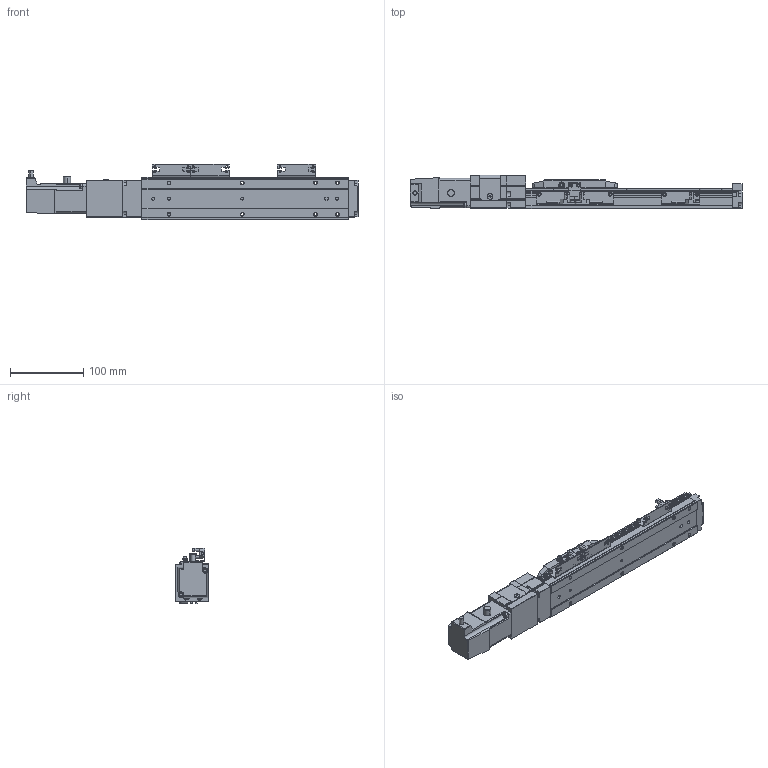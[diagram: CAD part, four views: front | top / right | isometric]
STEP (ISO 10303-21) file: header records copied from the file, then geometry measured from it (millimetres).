
FILE_DESCRIPTION (( 'STEP AP214' ), '1' );
FILE_NAME ('MLU52BC-10XLD-0150-XXXX.STEP', '2025-02-28T15:16:07', ( '' ), ( '' ), 'SwSTEP 2.0', 'SolidWorks 2022', '' );
FILE_SCHEMA (( 'AUTOMOTIVE_DESIGN' ));
Length unit declared in the file: millimetre
Products named in the file (12): MLU52-150-2; MLU52-150FANGTOOTH; MLU52-150SENSORPLATE; MLU52-150SENSOR; MLU52-150-5; MLU52-150-4; MLU52BC-10XLD-0150-XXXX; MLU52-150-3; MLU52-150CARRIAGE; MLU52-150MOTOR; MLU52-150-1; FANG STICKER
Assembly tree (15 placements, depth 2):
  MLU52BC-10XLD-0150-XXXX
    MLU52-150-1
    MLU52-150-2
    MLU52-150-3
    MLU52-150MOTOR
    MLU52-150-4
    MLU52-150FANGTOOTH
    MLU52-150CARRIAGE
    MLU52-150-5
    MLU52-150SENSORPLATE  x3
    MLU52-150SENSOR  x3
    FANG STICKER
Bounding box: 453.4 x 46 x 76 mm (x, y, z)
Volume: 711495.4 mm3; surface area: 156714.3 mm2
Topology: 15 solids, 15 shells, 1511 faces, 4060 edges, 2673 vertices
Faces by surface type: plane 829, cylinder 590, cone 52, torus 40
Entity records: 40562 total; most frequent: CARTESIAN_POINT 8185, ORIENTED_EDGE 6680, DIRECTION 6639, EDGE_CURVE 3340, LINE 2213, AXIS2_PLACEMENT_3D 2213, VECTOR 2213, VERTEX_POINT 2201
